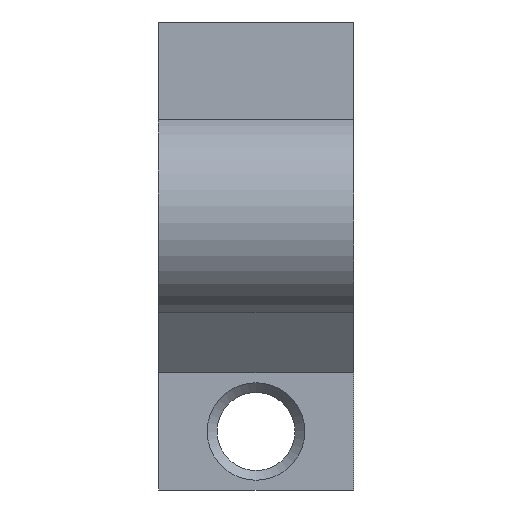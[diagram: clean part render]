
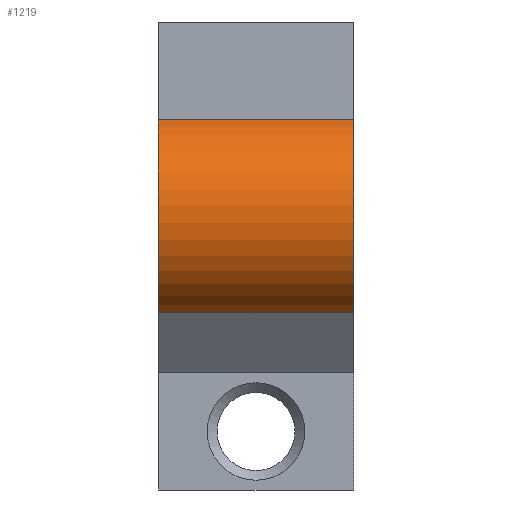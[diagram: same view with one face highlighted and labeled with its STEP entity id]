
A CAD part, left-side view. The second image highlights one B-rep face of the part: STEP entity #1219.
In plain terms, the highlighted cylindrical face has radius 5.25 mm (diameter 10.5 mm), a partial arc.
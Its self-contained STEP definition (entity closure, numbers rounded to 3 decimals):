
#85 = PLANE('',#86);
#86 = AXIS2_PLACEMENT_3D('',#87,#88,#89);
#87 = CARTESIAN_POINT('',(-18.12,0.,
    -4.906));
#88 = DIRECTION('',(0.356,0.,0.934));
#89 = DIRECTION('',(0.934,0.,-0.356)
  );
#113 = PLANE('',#114);
#114 = AXIS2_PLACEMENT_3D('',#115,#116,#117);
#115 = CARTESIAN_POINT('',(0.,-10.,-1.413));
#116 = DIRECTION('',(0.,1.,0.));
#117 = DIRECTION('',(0.,0.,1.));
#167 = PLANE('',#168);
#168 = AXIS2_PLACEMENT_3D('',#169,#170,#171);
#169 = CARTESIAN_POINT('',(0.,0.,
    -1.413));
#170 = DIRECTION('',(0.,1.,0.));
#171 = DIRECTION('',(0.,0.,1.));
#233 = EDGE_CURVE('',#234,#236,#238,.T.);
#234 = VERTEX_POINT('',#235);
#235 = CARTESIAN_POINT('',(-18.12,0.,
    -4.906));
#236 = VERTEX_POINT('',#237);
#237 = CARTESIAN_POINT('',(-18.12,-10.,-4.906));
#238 = SURFACE_CURVE('',#239,(#243,#250),.PCURVE_S1.);
#239 = LINE('',#240,#241);
#240 = CARTESIAN_POINT('',(-18.12,0.,
    -4.906));
#241 = VECTOR('',#242,1.);
#242 = DIRECTION('',(0.,-1.,0.));
#243 = PCURVE('',#85,#244);
#244 = DEFINITIONAL_REPRESENTATION('',(#245),#249);
#245 = LINE('',#246,#247);
#246 = CARTESIAN_POINT('',(0.,0.));
#247 = VECTOR('',#248,1.);
#248 = DIRECTION('',(0.,-1.));
#249 = ( GEOMETRIC_REPRESENTATION_CONTEXT(2) 
PARAMETRIC_REPRESENTATION_CONTEXT() REPRESENTATION_CONTEXT('2D SPACE',''
  ) );
#250 = PCURVE('',#251,#256);
#251 = CYLINDRICAL_SURFACE('',#252,5.25);
#252 = AXIS2_PLACEMENT_3D('',#253,#254,#255);
#253 = CARTESIAN_POINT('',(-16.25,0.,0.)
  );
#254 = DIRECTION('',(0.,1.,0.));
#255 = DIRECTION('',(1.,0.,0.));
#256 = DEFINITIONAL_REPRESENTATION('',(#257),#260);
#257 = B_SPLINE_CURVE_WITH_KNOTS('',1,(#258,#259),.UNSPECIFIED.,.F.,.F.,
  (2,2),(0.,10.),.PIECEWISE_BEZIER_KNOTS.);
#258 = CARTESIAN_POINT('',(-4.348,0.));
#259 = CARTESIAN_POINT('',(-4.348,-10.));
#260 = ( GEOMETRIC_REPRESENTATION_CONTEXT(2) 
PARAMETRIC_REPRESENTATION_CONTEXT() REPRESENTATION_CONTEXT('2D SPACE',''
  ) );
#395 = EDGE_CURVE('',#396,#234,#398,.T.);
#396 = VERTEX_POINT('',#397);
#397 = CARTESIAN_POINT('',(-17.9,0.,
    4.984));
#398 = SURFACE_CURVE('',#399,(#404,#415),.PCURVE_S1.);
#399 = CIRCLE('',#400,5.25);
#400 = AXIS2_PLACEMENT_3D('',#401,#402,#403);
#401 = CARTESIAN_POINT('',(-16.25,0.,0.)
  );
#402 = DIRECTION('',(0.,-1.,0.));
#403 = DIRECTION('',(1.,0.,0.));
#404 = PCURVE('',#167,#405);
#405 = DEFINITIONAL_REPRESENTATION('',(#406),#414);
#406 = ( BOUNDED_CURVE() B_SPLINE_CURVE(2,(#407,#408,#409,#410,#411,#412
,#413),.UNSPECIFIED.,.T.,.F.) B_SPLINE_CURVE_WITH_KNOTS((1,2,2,2,2,1),(
    -2.094,0.,2.094,4.189,6.283,
8.378),.UNSPECIFIED.) CURVE() GEOMETRIC_REPRESENTATION_ITEM() 
RATIONAL_B_SPLINE_CURVE((1.,0.5,1.,0.5,1.,0.5,1.)) REPRESENTATION_ITEM(
  '') );
#407 = CARTESIAN_POINT('',(1.413,-11.));
#408 = CARTESIAN_POINT('',(10.507,-11.));
#409 = CARTESIAN_POINT('',(5.96,-18.875));
#410 = CARTESIAN_POINT('',(1.413,-26.75));
#411 = CARTESIAN_POINT('',(-3.133,-18.875));
#412 = CARTESIAN_POINT('',(-7.68,-11.));
#413 = CARTESIAN_POINT('',(1.413,-11.));
#414 = ( GEOMETRIC_REPRESENTATION_CONTEXT(2) 
PARAMETRIC_REPRESENTATION_CONTEXT() REPRESENTATION_CONTEXT('2D SPACE',''
  ) );
#415 = PCURVE('',#251,#416);
#416 = DEFINITIONAL_REPRESENTATION('',(#417),#420);
#417 = B_SPLINE_CURVE_WITH_KNOTS('',1,(#418,#419),.UNSPECIFIED.,.F.,.F.,
  (2,2),(1.891,4.348),.PIECEWISE_BEZIER_KNOTS.);
#418 = CARTESIAN_POINT('',(-1.891,0.));
#419 = CARTESIAN_POINT('',(-4.348,0.));
#420 = ( GEOMETRIC_REPRESENTATION_CONTEXT(2) 
PARAMETRIC_REPRESENTATION_CONTEXT() REPRESENTATION_CONTEXT('2D SPACE',''
  ) );
#438 = PLANE('',#439);
#439 = AXIS2_PLACEMENT_3D('',#440,#441,#442);
#440 = CARTESIAN_POINT('',(-17.9,0.,
    4.984));
#441 = DIRECTION('',(-0.314,0.,0.949));
#442 = DIRECTION('',(0.949,0.,0.314));
#831 = EDGE_CURVE('',#832,#236,#834,.T.);
#832 = VERTEX_POINT('',#833);
#833 = CARTESIAN_POINT('',(-17.9,-10.,4.984));
#834 = SURFACE_CURVE('',#835,(#840,#851),.PCURVE_S1.);
#835 = CIRCLE('',#836,5.25);
#836 = AXIS2_PLACEMENT_3D('',#837,#838,#839);
#837 = CARTESIAN_POINT('',(-16.25,-10.,0.));
#838 = DIRECTION('',(0.,-1.,0.));
#839 = DIRECTION('',(1.,0.,0.));
#840 = PCURVE('',#113,#841);
#841 = DEFINITIONAL_REPRESENTATION('',(#842),#850);
#842 = ( BOUNDED_CURVE() B_SPLINE_CURVE(2,(#843,#844,#845,#846,#847,#848
,#849),.UNSPECIFIED.,.T.,.F.) B_SPLINE_CURVE_WITH_KNOTS((1,2,2,2,2,1),(
    -2.094,0.,2.094,4.189,6.283,
8.378),.UNSPECIFIED.) CURVE() GEOMETRIC_REPRESENTATION_ITEM() 
RATIONAL_B_SPLINE_CURVE((1.,0.5,1.,0.5,1.,0.5,1.)) REPRESENTATION_ITEM(
  '') );
#843 = CARTESIAN_POINT('',(1.413,-11.));
#844 = CARTESIAN_POINT('',(10.507,-11.));
#845 = CARTESIAN_POINT('',(5.96,-18.875));
#846 = CARTESIAN_POINT('',(1.413,-26.75));
#847 = CARTESIAN_POINT('',(-3.133,-18.875));
#848 = CARTESIAN_POINT('',(-7.68,-11.));
#849 = CARTESIAN_POINT('',(1.413,-11.));
#850 = ( GEOMETRIC_REPRESENTATION_CONTEXT(2) 
PARAMETRIC_REPRESENTATION_CONTEXT() REPRESENTATION_CONTEXT('2D SPACE',''
  ) );
#851 = PCURVE('',#251,#852);
#852 = DEFINITIONAL_REPRESENTATION('',(#853),#856);
#853 = B_SPLINE_CURVE_WITH_KNOTS('',1,(#854,#855),.UNSPECIFIED.,.F.,.F.,
  (2,2),(1.891,4.348),.PIECEWISE_BEZIER_KNOTS.);
#854 = CARTESIAN_POINT('',(-1.891,-10.));
#855 = CARTESIAN_POINT('',(-4.348,-10.));
#856 = ( GEOMETRIC_REPRESENTATION_CONTEXT(2) 
PARAMETRIC_REPRESENTATION_CONTEXT() REPRESENTATION_CONTEXT('2D SPACE',''
  ) );
#1219 = ADVANCED_FACE('',(#1220),#251,.T.);
#1220 = FACE_BOUND('',#1221,.F.);
#1221 = EDGE_LOOP('',(#1222,#1242,#1243,#1244));
#1222 = ORIENTED_EDGE('',*,*,#1223,.T.);
#1223 = EDGE_CURVE('',#396,#832,#1224,.T.);
#1224 = SURFACE_CURVE('',#1225,(#1229,#1235),.PCURVE_S1.);
#1225 = LINE('',#1226,#1227);
#1226 = CARTESIAN_POINT('',(-17.9,0.,
    4.984));
#1227 = VECTOR('',#1228,1.);
#1228 = DIRECTION('',(0.,-1.,0.));
#1229 = PCURVE('',#251,#1230);
#1230 = DEFINITIONAL_REPRESENTATION('',(#1231),#1234);
#1231 = B_SPLINE_CURVE_WITH_KNOTS('',1,(#1232,#1233),.UNSPECIFIED.,.F.,
  .F.,(2,2),(0.,10.),.PIECEWISE_BEZIER_KNOTS.);
#1232 = CARTESIAN_POINT('',(-1.891,0.));
#1233 = CARTESIAN_POINT('',(-1.891,-10.));
#1234 = ( GEOMETRIC_REPRESENTATION_CONTEXT(2) 
PARAMETRIC_REPRESENTATION_CONTEXT() REPRESENTATION_CONTEXT('2D SPACE',''
  ) );
#1235 = PCURVE('',#438,#1236);
#1236 = DEFINITIONAL_REPRESENTATION('',(#1237),#1241);
#1237 = LINE('',#1238,#1239);
#1238 = CARTESIAN_POINT('',(0.,0.));
#1239 = VECTOR('',#1240,1.);
#1240 = DIRECTION('',(0.,-1.));
#1241 = ( GEOMETRIC_REPRESENTATION_CONTEXT(2) 
PARAMETRIC_REPRESENTATION_CONTEXT() REPRESENTATION_CONTEXT('2D SPACE',''
  ) );
#1242 = ORIENTED_EDGE('',*,*,#831,.T.);
#1243 = ORIENTED_EDGE('',*,*,#233,.F.);
#1244 = ORIENTED_EDGE('',*,*,#395,.F.);
